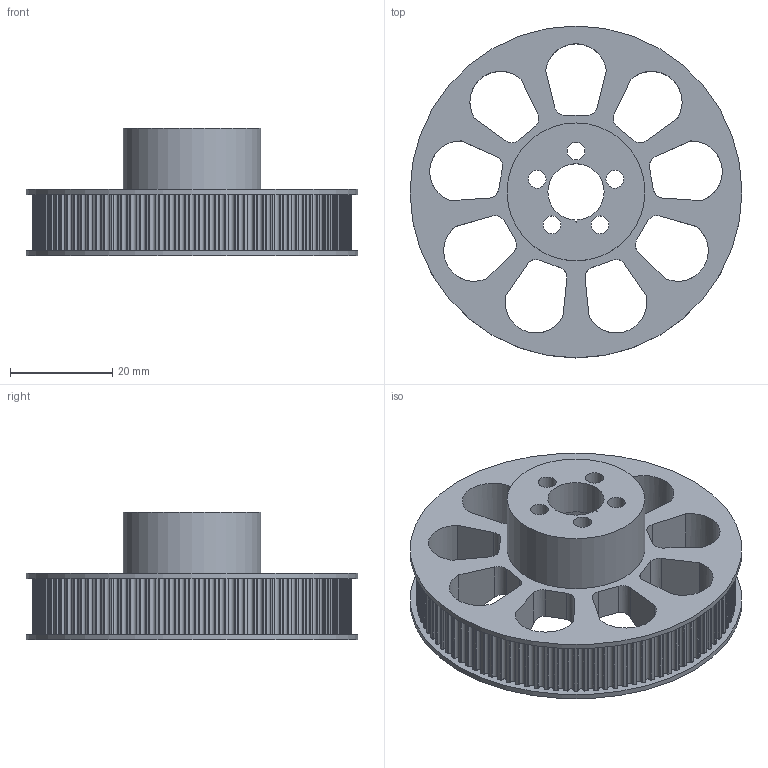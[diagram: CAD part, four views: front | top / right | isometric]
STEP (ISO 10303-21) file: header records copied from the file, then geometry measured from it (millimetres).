
FILE_DESCRIPTION(/* description */ (''),/* implementation_level */ '2;1');
FILE_NAME(/* name */ 'Pulley 100 teeth v14.step',/* time_stamp */ '2024-05-28T16:35:21+02:00',/* author */ (''),/* organization */ (''),/* preprocessor_version */ 'ST-DEVELOPER v20',/* originating_system */ 'Autodesk Translation Framework v13.14.0.145',/* authorisation */ '');
FILE_SCHEMA (('AUTOMOTIVE_DESIGN { 1 0 10303 214 3 1 1 }'));
Length unit declared in the file: millimetre
Products named in the file (1): Pulley 100 teeth
Bounding box: 65 x 65 x 25 mm (x, y, z)
Volume: 19108 mm3; surface area: 14335.1 mm2
Topology: 1 solids, 1 shells, 474 faces, 1430 edges, 953 vertices
Faces by surface type: cylinder 437, plane 35, cone 2
Full cylindrical faces by diameter (mm): 3.5 x5, 22 x1, 27 x1, 65 x2
Entity records: 16863 total; most frequent: DIRECTION 3199, CARTESIAN_POINT 3170, ORIENTED_EDGE 2860, EDGE_CURVE 1430, AXIS2_PLACEMENT_3D 1341, VERTEX_POINT 953, CIRCLE 866, LINE 517
